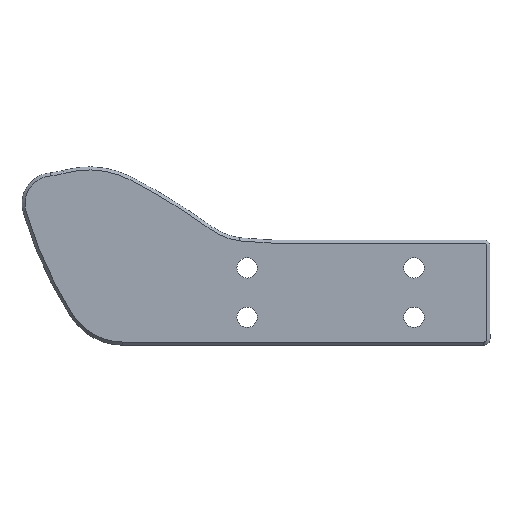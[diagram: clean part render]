
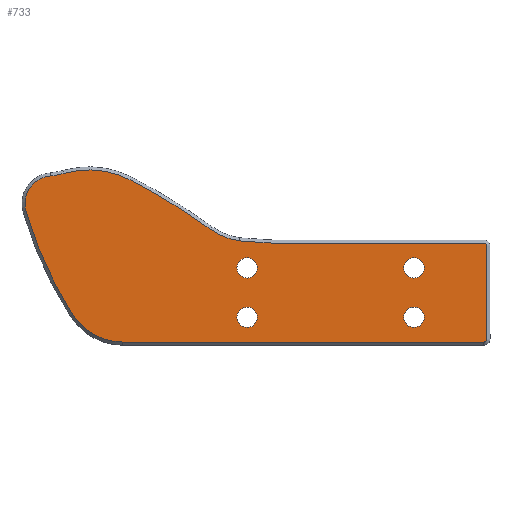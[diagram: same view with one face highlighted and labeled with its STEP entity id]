
A CAD part, top view. The second image highlights one B-rep face of the part: STEP entity #733.
In plain terms, the highlighted planar face has unit normal (0, 0, 1).
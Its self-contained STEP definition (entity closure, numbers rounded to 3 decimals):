
#19=FACE_BOUND('',#156,.T.);
#20=FACE_BOUND('',#157,.T.);
#21=FACE_BOUND('',#158,.T.);
#22=FACE_BOUND('',#159,.T.);
#45=B_SPLINE_CURVE_WITH_KNOTS('',3,(#1245,#1246,#1247,#1248),
 .UNSPECIFIED.,.F.,.F.,(4,4),(1.,1.29),
 .UNSPECIFIED.);
#46=B_SPLINE_CURVE_WITH_KNOTS('',3,(#1271,#1272,#1273,#1274),
 .UNSPECIFIED.,.F.,.F.,(4,4),(0.084,0.28),
 .UNSPECIFIED.);
#47=B_SPLINE_CURVE_WITH_KNOTS('',3,(#1305,#1306,#1307,#1308),
 .UNSPECIFIED.,.F.,.F.,(4,4),(-0.135,0.),
 .UNSPECIFIED.);
#65=PLANE('',#815);
#106=FACE_OUTER_BOUND('',#155,.T.);
#155=EDGE_LOOP('',(#646,#647,#648,#649,#650,#651,#652,#653,#654,#655,#656,
#657,#658));
#156=EDGE_LOOP('',(#659));
#157=EDGE_LOOP('',(#660));
#158=EDGE_LOOP('',(#661));
#159=EDGE_LOOP('',(#662));
#187=CIRCLE('',#792,9.5);
#188=CIRCLE('',#794,4.5);
#189=CIRCLE('',#796,14.5);
#190=CIRCLE('',#798,99.5);
#191=CIRCLE('',#800,10.5);
#192=CIRCLE('',#803,0.5);
#194=CIRCLE('',#807,0.5);
#196=CIRCLE('',#816,1.65);
#197=CIRCLE('',#817,1.65);
#198=CIRCLE('',#818,1.65);
#199=CIRCLE('',#819,1.65);
#236=LINE('',#1317,#291);
#240=LINE('',#1329,#295);
#244=LINE('',#1340,#299);
#291=VECTOR('',#962,10.);
#295=VECTOR('',#974,10.);
#299=VECTOR('',#986,10.);
#348=VERTEX_POINT('',#1223);
#349=VERTEX_POINT('',#1225);
#350=VERTEX_POINT('',#1244);
#351=VERTEX_POINT('',#1251);
#352=VERTEX_POINT('',#1270);
#353=VERTEX_POINT('',#1277);
#354=VERTEX_POINT('',#1281);
#355=VERTEX_POINT('',#1285);
#356=VERTEX_POINT('',#1304);
#358=VERTEX_POINT('',#1316);
#360=VERTEX_POINT('',#1322);
#362=VERTEX_POINT('',#1328);
#364=VERTEX_POINT('',#1334);
#366=VERTEX_POINT('',#1359);
#367=VERTEX_POINT('',#1361);
#368=VERTEX_POINT('',#1363);
#369=VERTEX_POINT('',#1365);
#430=EDGE_CURVE('',#349,#348,#187,.T.);
#431=EDGE_CURVE('',#348,#350,#45,.T.);
#434=EDGE_CURVE('',#350,#351,#188,.T.);
#435=EDGE_CURVE('',#351,#352,#46,.T.);
#438=EDGE_CURVE('',#352,#353,#189,.T.);
#440=EDGE_CURVE('',#353,#354,#190,.T.);
#442=EDGE_CURVE('',#354,#355,#191,.T.);
#443=EDGE_CURVE('',#355,#356,#47,.T.);
#446=EDGE_CURVE('',#356,#358,#236,.T.);
#449=EDGE_CURVE('',#358,#360,#192,.T.);
#452=EDGE_CURVE('',#360,#362,#240,.T.);
#455=EDGE_CURVE('',#362,#364,#194,.T.);
#458=EDGE_CURVE('',#364,#349,#244,.T.);
#465=EDGE_CURVE('',#366,#366,#196,.T.);
#466=EDGE_CURVE('',#367,#367,#197,.T.);
#467=EDGE_CURVE('',#368,#368,#198,.T.);
#468=EDGE_CURVE('',#369,#369,#199,.T.);
#646=ORIENTED_EDGE('',*,*,#430,.F.);
#647=ORIENTED_EDGE('',*,*,#458,.F.);
#648=ORIENTED_EDGE('',*,*,#455,.F.);
#649=ORIENTED_EDGE('',*,*,#452,.F.);
#650=ORIENTED_EDGE('',*,*,#449,.F.);
#651=ORIENTED_EDGE('',*,*,#446,.F.);
#652=ORIENTED_EDGE('',*,*,#443,.F.);
#653=ORIENTED_EDGE('',*,*,#442,.F.);
#654=ORIENTED_EDGE('',*,*,#440,.F.);
#655=ORIENTED_EDGE('',*,*,#438,.F.);
#656=ORIENTED_EDGE('',*,*,#435,.F.);
#657=ORIENTED_EDGE('',*,*,#434,.F.);
#658=ORIENTED_EDGE('',*,*,#431,.F.);
#659=ORIENTED_EDGE('',*,*,#465,.T.);
#660=ORIENTED_EDGE('',*,*,#466,.T.);
#661=ORIENTED_EDGE('',*,*,#467,.T.);
#662=ORIENTED_EDGE('',*,*,#468,.T.);
#733=ADVANCED_FACE('',(#106,#19,#20,#21,#22),#65,.F.);
#792=AXIS2_PLACEMENT_3D('',#1227,#935,#936);
#794=AXIS2_PLACEMENT_3D('',#1253,#941,#942);
#796=AXIS2_PLACEMENT_3D('',#1279,#947,#948);
#798=AXIS2_PLACEMENT_3D('',#1283,#952,#953);
#800=AXIS2_PLACEMENT_3D('',#1287,#957,#958);
#803=AXIS2_PLACEMENT_3D('',#1323,#967,#968);
#807=AXIS2_PLACEMENT_3D('',#1335,#979,#980);
#815=AXIS2_PLACEMENT_3D('',#1358,#1003,#1004);
#816=AXIS2_PLACEMENT_3D('',#1360,#1005,#1006);
#817=AXIS2_PLACEMENT_3D('',#1362,#1007,#1008);
#818=AXIS2_PLACEMENT_3D('',#1364,#1009,#1010);
#819=AXIS2_PLACEMENT_3D('',#1366,#1011,#1012);
#935=DIRECTION('center_axis',(0.,0.,
-1.));
#936=DIRECTION('ref_axis',(-0.48,-0.878,0.));
#941=DIRECTION('center_axis',(0.,0.,
-1.));
#942=DIRECTION('ref_axis',(-0.823,0.567,0.));
#947=DIRECTION('center_axis',(0.,0.,
-1.));
#948=DIRECTION('ref_axis',(0.097,0.995,0.));
#952=DIRECTION('center_axis',(0.,0.,
-1.));
#953=DIRECTION('ref_axis',(0.388,0.922,0.));
#957=DIRECTION('center_axis',(0.,0.,
1.));
#958=DIRECTION('ref_axis',(-0.373,-0.928,0.));
#962=DIRECTION('',(1.,0.,0.));
#967=DIRECTION('center_axis',(0.,0.,
-1.));
#968=DIRECTION('ref_axis',(0.,1.,0.));
#974=DIRECTION('',(0.,-1.,0.));
#979=DIRECTION('center_axis',(0.,0.,
-1.));
#980=DIRECTION('ref_axis',(1.,0.,0.));
#986=DIRECTION('',(-1.,0.,0.));
#1003=DIRECTION('center_axis',(0.,0.,
-1.));
#1004=DIRECTION('ref_axis',(0.,1.,0.));
#1005=DIRECTION('center_axis',(0.,0.,
-1.));
#1006=DIRECTION('ref_axis',(0.,1.,0.));
#1007=DIRECTION('center_axis',(0.,0.,
-1.));
#1008=DIRECTION('ref_axis',(0.,1.,0.));
#1009=DIRECTION('center_axis',(0.,0.,
-1.));
#1010=DIRECTION('ref_axis',(0.,1.,0.));
#1011=DIRECTION('center_axis',(0.,0.,
-1.));
#1012=DIRECTION('ref_axis',(0.,1.,0.));
#1223=CARTESIAN_POINT('',(-101.558,-62.613,-45.123));
#1225=CARTESIAN_POINT('',(-93.563,-66.982,-45.123));
#1227=CARTESIAN_POINT('Origin',(-93.563,-57.482,-45.123));
#1244=CARTESIAN_POINT('',(-109.166,-45.823,-45.123));
#1245=CARTESIAN_POINT('Ctrl Pts',(-101.558,-62.613,-45.123));
#1246=CARTESIAN_POINT('Ctrl Pts',(-104.889,-57.424,-45.123));
#1247=CARTESIAN_POINT('Ctrl Pts',(-107.46,-51.749,-45.123));
#1248=CARTESIAN_POINT('Ctrl Pts',(-109.166,-45.823,-45.123));
#1251=CARTESIAN_POINT('',(-105.218,-40.094,-45.123));
#1253=CARTESIAN_POINT('Origin',(-104.842,-44.578,-45.123));
#1270=CARTESIAN_POINT('',(-102.999,-39.686,-45.123));
#1271=CARTESIAN_POINT('Ctrl Pts',(-105.218,-40.094,-45.123));
#1272=CARTESIAN_POINT('Ctrl Pts',(-104.467,-40.031,-45.123));
#1273=CARTESIAN_POINT('Ctrl Pts',(-103.723,-39.894,-45.123));
#1274=CARTESIAN_POINT('Ctrl Pts',(-102.999,-39.686,-45.123));
#1277=CARTESIAN_POINT('',(-92.355,-40.727,-45.123));
#1279=CARTESIAN_POINT('Origin',(-98.989,-53.62,-45.123));
#1281=CARTESIAN_POINT('',(-79.398,-48.703,-45.123));
#1283=CARTESIAN_POINT('Origin',(-137.88,-129.202,-45.123));
#1285=CARTESIAN_POINT('',(-74.643,-50.612,-45.123));
#1287=CARTESIAN_POINT('Origin',(-73.226,-40.208,-45.123));
#1304=CARTESIAN_POINT('',(-69.183,-50.982,-45.123));
#1305=CARTESIAN_POINT('Ctrl Pts',(-74.643,-50.612,-45.123));
#1306=CARTESIAN_POINT('Ctrl Pts',(-72.834,-50.858,-45.123));
#1307=CARTESIAN_POINT('Ctrl Pts',(-71.009,-50.982,-45.123));
#1308=CARTESIAN_POINT('Ctrl Pts',(-69.183,-50.982,-45.123));
#1316=CARTESIAN_POINT('',(-35.101,-50.982,-45.123));
#1317=CARTESIAN_POINT('',(-53.608,-50.982,-45.123));
#1322=CARTESIAN_POINT('',(-34.601,-51.482,-45.123));
#1323=CARTESIAN_POINT('Origin',(-35.101,-51.482,-45.123));
#1328=CARTESIAN_POINT('',(-34.601,-66.482,-45.123));
#1329=CARTESIAN_POINT('',(-34.601,-65.209,-45.123));
#1334=CARTESIAN_POINT('',(-35.101,-66.982,-45.123));
#1335=CARTESIAN_POINT('Origin',(-35.101,-66.482,-45.123));
#1340=CARTESIAN_POINT('',(-71.219,-66.982,-45.123));
#1358=CARTESIAN_POINT('Origin',(-72.114,-63.936,-45.123));
#1359=CARTESIAN_POINT('',(-46.401,-64.632,-45.123));
#1360=CARTESIAN_POINT('Origin',(-46.401,-62.982,-45.123));
#1361=CARTESIAN_POINT('',(-46.401,-56.632,-45.123));
#1362=CARTESIAN_POINT('Origin',(-46.401,-54.982,-45.123));
#1363=CARTESIAN_POINT('',(-73.401,-56.632,-45.123));
#1364=CARTESIAN_POINT('Origin',(-73.401,-54.982,-45.123));
#1365=CARTESIAN_POINT('',(-73.401,-64.632,-45.123));
#1366=CARTESIAN_POINT('Origin',(-73.401,-62.982,-45.123));
